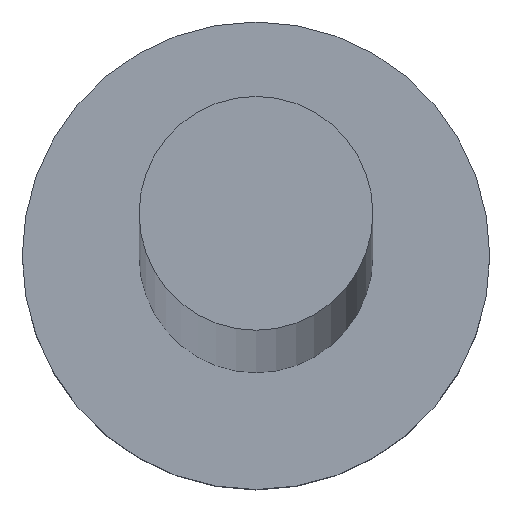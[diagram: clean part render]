
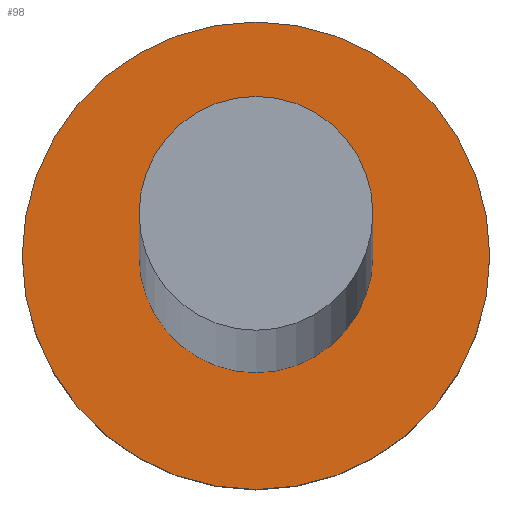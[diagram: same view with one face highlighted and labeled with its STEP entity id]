
A CAD part, top view. The second image highlights one B-rep face of the part: STEP entity #98.
In plain terms, the highlighted planar face has unit normal (0, 0, 1).
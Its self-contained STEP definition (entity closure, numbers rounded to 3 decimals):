
#5 = EDGE_LOOP ( 'NONE', ( #34, #139 ) ) ;
#10 = CARTESIAN_POINT ( 'NONE',  ( 0., 0., 3. ) ) ;
#11 = AXIS2_PLACEMENT_3D ( 'NONE', #239, #178, #254 ) ;
#13 = EDGE_CURVE ( 'NONE', #119, #244, #164, .T. ) ;
#17 = CARTESIAN_POINT ( 'NONE',  ( 0., 0., 3. ) ) ;
#18 = CARTESIAN_POINT ( 'NONE',  ( -1.5, 0., 3. ) ) ;
#24 = EDGE_CURVE ( 'NONE', #195, #131, #243, .T. ) ;
#34 = ORIENTED_EDGE ( 'NONE', *, *, #77, .F. ) ;
#36 = DIRECTION ( 'NONE',  ( 1., 0., 0. ) ) ;
#45 = DIRECTION ( 'NONE',  ( 1., 0., 0. ) ) ;
#66 = DIRECTION ( 'NONE',  ( 1., 0., 0. ) ) ;
#77 = EDGE_CURVE ( 'NONE', #131, #195, #133, .T. ) ;
#80 = ORIENTED_EDGE ( 'NONE', *, *, #13, .T. ) ;
#88 = PLANE ( 'NONE',  #151 ) ;
#95 = AXIS2_PLACEMENT_3D ( 'NONE', #17, #99, #36 ) ;
#98 = ADVANCED_FACE ( 'NONE', ( #253, #209 ), #88, .T. ) ;
#99 = DIRECTION ( 'NONE',  ( 0., 0., 1. ) ) ;
#102 = DIRECTION ( 'NONE',  ( 0., 0., 1. ) ) ;
#106 = DIRECTION ( 'NONE',  ( 0., 0., 1. ) ) ;
#112 = CIRCLE ( 'NONE', #11, 3. ) ;
#113 = DIRECTION ( 'NONE',  ( 1., 0., 0. ) ) ;
#114 = AXIS2_PLACEMENT_3D ( 'NONE', #10, #102, #45 ) ;
#119 = VERTEX_POINT ( 'NONE', #217 ) ;
#120 = CARTESIAN_POINT ( 'NONE',  ( 3., 0., 3. ) ) ;
#125 = AXIS2_PLACEMENT_3D ( 'NONE', #179, #161, #113 ) ;
#131 = VERTEX_POINT ( 'NONE', #18 ) ;
#133 = CIRCLE ( 'NONE', #114, 1.5 ) ;
#137 = ORIENTED_EDGE ( 'NONE', *, *, #237, .T. ) ;
#139 = ORIENTED_EDGE ( 'NONE', *, *, #24, .F. ) ;
#151 = AXIS2_PLACEMENT_3D ( 'NONE', #162, #106, #66 ) ;
#154 = CARTESIAN_POINT ( 'NONE',  ( 1.5, 0., 3. ) ) ;
#161 = DIRECTION ( 'NONE',  ( 0., 0., 1. ) ) ;
#162 = CARTESIAN_POINT ( 'NONE',  ( 0., 0., 3. ) ) ;
#164 = CIRCLE ( 'NONE', #95, 3. ) ;
#178 = DIRECTION ( 'NONE',  ( 0., 0., 1. ) ) ;
#179 = CARTESIAN_POINT ( 'NONE',  ( 0., 0., 3. ) ) ;
#195 = VERTEX_POINT ( 'NONE', #154 ) ;
#209 = FACE_OUTER_BOUND ( 'NONE', #219, .T. ) ;
#217 = CARTESIAN_POINT ( 'NONE',  ( -3., 0., 3. ) ) ;
#219 = EDGE_LOOP ( 'NONE', ( #80, #137 ) ) ;
#237 = EDGE_CURVE ( 'NONE', #244, #119, #112, .T. ) ;
#239 = CARTESIAN_POINT ( 'NONE',  ( 0., 0., 3. ) ) ;
#243 = CIRCLE ( 'NONE', #125, 1.5 ) ;
#244 = VERTEX_POINT ( 'NONE', #120 ) ;
#253 = FACE_BOUND ( 'NONE', #5, .T. ) ;
#254 = DIRECTION ( 'NONE',  ( 1., 0., 0. ) ) ;
